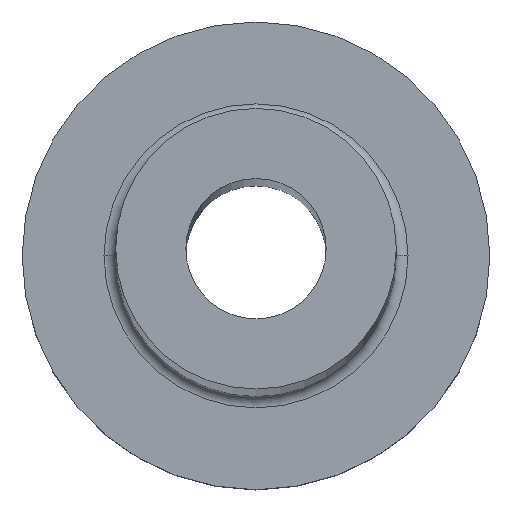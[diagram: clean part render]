
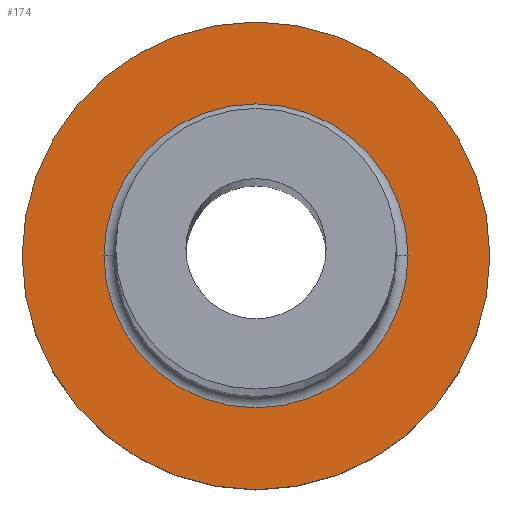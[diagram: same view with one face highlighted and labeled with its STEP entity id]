
A CAD part, top view. The second image highlights one B-rep face of the part: STEP entity #174.
In plain terms, the highlighted planar face has unit normal (0, 0, 1).
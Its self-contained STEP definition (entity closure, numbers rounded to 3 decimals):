
#5 = EDGE_LOOP ( 'NONE', ( #41, #86 ) ) ;
#7 = VERTEX_POINT ( 'NONE', #129 ) ;
#19 = CIRCLE ( 'NONE', #253, 10. ) ;
#25 = CIRCLE ( 'NONE', #251, 6.5 ) ;
#35 = VERTEX_POINT ( 'NONE', #279 ) ;
#36 = AXIS2_PLACEMENT_3D ( 'NONE', #325, #323, #203 ) ;
#41 = ORIENTED_EDGE ( 'NONE', *, *, #144, .T. ) ;
#51 = CARTESIAN_POINT ( 'NONE',  ( 6.5, 0., 7. ) ) ;
#53 = CARTESIAN_POINT ( 'NONE',  ( 0., 0., 7. ) ) ;
#64 = DIRECTION ( 'NONE',  ( 1., 0., 0. ) ) ;
#68 = EDGE_LOOP ( 'NONE', ( #356, #94 ) ) ;
#82 = AXIS2_PLACEMENT_3D ( 'NONE', #123, #357, #64 ) ;
#86 = ORIENTED_EDGE ( 'NONE', *, *, #256, .T. ) ;
#94 = ORIENTED_EDGE ( 'NONE', *, *, #304, .T. ) ;
#100 = VERTEX_POINT ( 'NONE', #51 ) ;
#123 = CARTESIAN_POINT ( 'NONE',  ( 0., 0., 7. ) ) ;
#129 = CARTESIAN_POINT ( 'NONE',  ( 10., 0., 7. ) ) ;
#137 = FACE_OUTER_BOUND ( 'NONE', #68, .T. ) ;
#143 = DIRECTION ( 'NONE',  ( 1., 0., 0. ) ) ;
#144 = EDGE_CURVE ( 'NONE', #100, #35, #25, .T. ) ;
#150 = VERTEX_POINT ( 'NONE', #317 ) ;
#155 = CIRCLE ( 'NONE', #36, 6.5 ) ;
#163 = PLANE ( 'NONE',  #313 ) ;
#165 = DIRECTION ( 'NONE',  ( 0., 0., -1. ) ) ;
#174 = ADVANCED_FACE ( 'NONE', ( #290, #137 ), #163, .T. ) ;
#192 = DIRECTION ( 'NONE',  ( 1., 0., 0. ) ) ;
#196 = EDGE_CURVE ( 'NONE', #150, #7, #19, .T. ) ;
#203 = DIRECTION ( 'NONE',  ( 1., 0., 0. ) ) ;
#225 = DIRECTION ( 'NONE',  ( 1., 0., 0. ) ) ;
#251 = AXIS2_PLACEMENT_3D ( 'NONE', #53, #165, #225 ) ;
#252 = CARTESIAN_POINT ( 'NONE',  ( 0., 0., 7. ) ) ;
#253 = AXIS2_PLACEMENT_3D ( 'NONE', #261, #348, #192 ) ;
#256 = EDGE_CURVE ( 'NONE', #35, #100, #155, .T. ) ;
#261 = CARTESIAN_POINT ( 'NONE',  ( 0., 0., 7. ) ) ;
#279 = CARTESIAN_POINT ( 'NONE',  ( -6.5, 0., 7. ) ) ;
#290 = FACE_BOUND ( 'NONE', #5, .T. ) ;
#304 = EDGE_CURVE ( 'NONE', #7, #150, #373, .T. ) ;
#313 = AXIS2_PLACEMENT_3D ( 'NONE', #252, #346, #143 ) ;
#317 = CARTESIAN_POINT ( 'NONE',  ( -10., 0., 7. ) ) ;
#323 = DIRECTION ( 'NONE',  ( 0., 0., -1. ) ) ;
#325 = CARTESIAN_POINT ( 'NONE',  ( 0., 0., 7. ) ) ;
#346 = DIRECTION ( 'NONE',  ( 0., 0., 1. ) ) ;
#348 = DIRECTION ( 'NONE',  ( 0., 0., 1. ) ) ;
#356 = ORIENTED_EDGE ( 'NONE', *, *, #196, .T. ) ;
#357 = DIRECTION ( 'NONE',  ( 0., 0., 1. ) ) ;
#373 = CIRCLE ( 'NONE', #82, 10. ) ;
